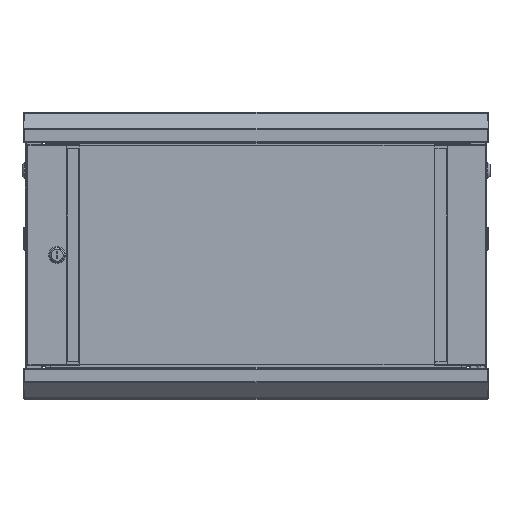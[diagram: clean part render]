
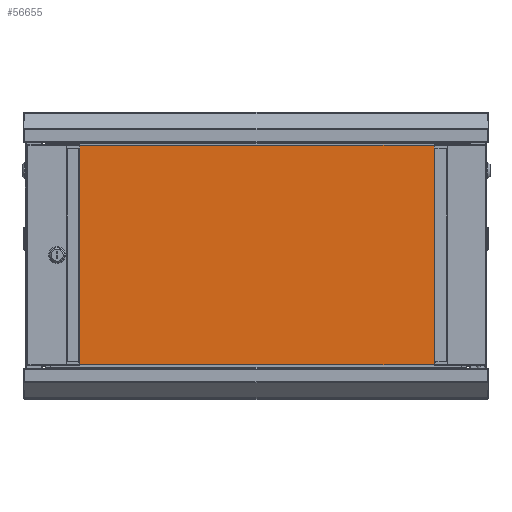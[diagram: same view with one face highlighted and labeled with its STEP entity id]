
A CAD part, top view. The second image highlights one B-rep face of the part: STEP entity #56655.
In plain terms, the highlighted planar face has unit normal (0, 0, 1).
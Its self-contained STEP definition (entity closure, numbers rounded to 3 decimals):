
#1558 = DIRECTION ( 'NONE',  ( 0., -1., 0. ) ) ;
#2311 = CARTESIAN_POINT ( 'NONE',  ( 245.5, 74.9, 5. ) ) ;
#2431 = AXIS2_PLACEMENT_3D ( 'NONE', #31099, #11243, #12919 ) ;
#3238 = ORIENTED_EDGE ( 'NONE', *, *, #52928, .T. ) ;
#9496 = CARTESIAN_POINT ( 'NONE',  ( 245.5, -208.25, 5. ) ) ;
#11243 = DIRECTION ( 'NONE',  ( 0., 0., -1. ) ) ;
#12919 = DIRECTION ( 'NONE',  ( -1., 0., 0. ) ) ;
#18678 = CARTESIAN_POINT ( 'NONE',  ( 245.5, 74.9, 5. ) ) ;
#21423 = DIRECTION ( 'NONE',  ( 0., 1., 0. ) ) ;
#23964 = PLANE ( 'NONE',  #2431 ) ;
#25395 = CARTESIAN_POINT ( 'NONE',  ( -245.5, 74.9, 5. ) ) ;
#27808 = LINE ( 'NONE', #78899, #78685 ) ;
#29376 = LINE ( 'NONE', #2311, #35777 ) ;
#31099 = CARTESIAN_POINT ( 'NONE',  ( 245.5, 208.25, 5. ) ) ;
#35710 = DIRECTION ( 'NONE',  ( -1., 0., 0. ) ) ;
#35777 = VECTOR ( 'NONE', #35710, 1000. ) ;
#35974 = VERTEX_POINT ( 'NONE', #76047 ) ;
#40053 = ORIENTED_EDGE ( 'NONE', *, *, #80720, .T. ) ;
#43488 = EDGE_LOOP ( 'NONE', ( #3238, #55074, #48653, #40053 ) ) ;
#46831 = CARTESIAN_POINT ( 'NONE',  ( -245.5, -208.25, 5. ) ) ;
#48653 = ORIENTED_EDGE ( 'NONE', *, *, #73459, .T. ) ;
#48725 = VECTOR ( 'NONE', #21423, 1000. ) ;
#49968 = VECTOR ( 'NONE', #73013, 1000. ) ;
#52928 = EDGE_CURVE ( 'NONE', #60412, #35974, #27808, .T. ) ;
#53308 = VERTEX_POINT ( 'NONE', #9496 ) ;
#55074 = ORIENTED_EDGE ( 'NONE', *, *, #74034, .T. ) ;
#56655 = ADVANCED_FACE ( 'NONE', ( #56882 ), #23964, .F. ) ;
#56882 = FACE_OUTER_BOUND ( 'NONE', #43488, .T. ) ;
#60412 = VERTEX_POINT ( 'NONE', #25395 ) ;
#64556 = VERTEX_POINT ( 'NONE', #18678 ) ;
#65460 = LINE ( 'NONE', #46831, #49968 ) ;
#71219 = LINE ( 'NONE', #79268, #48725 ) ;
#73013 = DIRECTION ( 'NONE',  ( 1., 0., 0. ) ) ;
#73459 = EDGE_CURVE ( 'NONE', #53308, #64556, #71219, .T. ) ;
#74034 = EDGE_CURVE ( 'NONE', #35974, #53308, #65460, .T. ) ;
#76047 = CARTESIAN_POINT ( 'NONE',  ( -245.5, -208.25, 5. ) ) ;
#78685 = VECTOR ( 'NONE', #1558, 1000. ) ;
#78899 = CARTESIAN_POINT ( 'NONE',  ( -245.5, -208.25, 5. ) ) ;
#79268 = CARTESIAN_POINT ( 'NONE',  ( 245.5, -208.25, 5. ) ) ;
#80720 = EDGE_CURVE ( 'NONE', #64556, #60412, #29376, .T. ) ;
